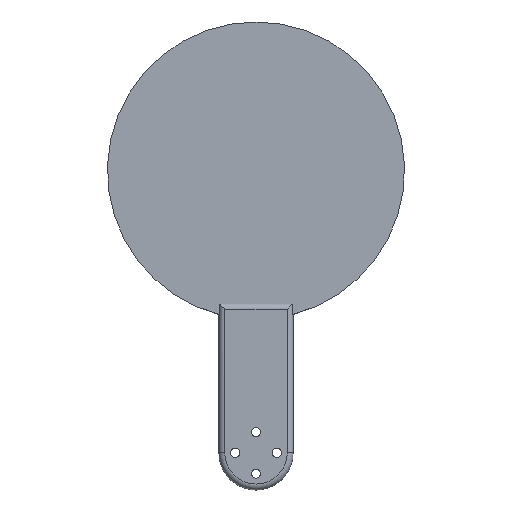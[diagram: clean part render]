
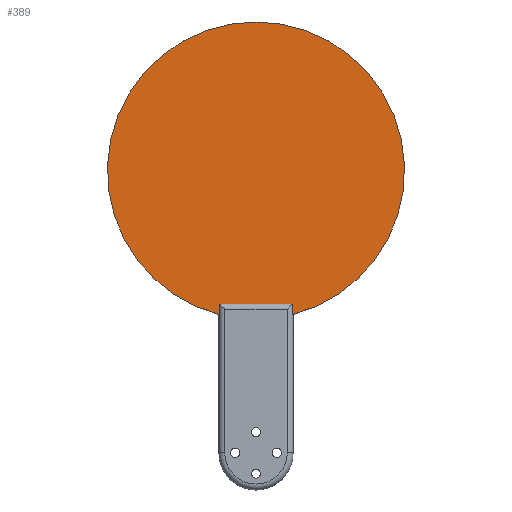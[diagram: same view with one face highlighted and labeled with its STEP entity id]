
A CAD part, front view. The second image highlights one B-rep face of the part: STEP entity #389.
In plain terms, the highlighted planar face has unit normal (0, -1, 0).
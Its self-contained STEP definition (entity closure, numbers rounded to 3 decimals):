
#28=PLANE('',#449);
#56=CIRCLE('',#447,50.);
#76=FACE_OUTER_BOUND('',#102,.T.);
#102=EDGE_LOOP('',(#340,#341,#342,#343));
#111=LINE('',#580,#136);
#114=LINE('',#595,#139);
#115=LINE('',#598,#140);
#136=VECTOR('',#461,10.);
#139=VECTOR('',#468,10.);
#140=VECTOR('',#471,10.);
#164=VERTEX_POINT('',#573);
#167=VERTEX_POINT('',#578);
#171=VERTEX_POINT('',#588);
#172=VERTEX_POINT('',#597);
#201=EDGE_CURVE('',#167,#164,#111,.T.);
#206=EDGE_CURVE('',#171,#167,#114,.F.);
#207=EDGE_CURVE('',#172,#164,#115,.T.);
#250=EDGE_CURVE('',#171,#172,#56,.F.);
#340=ORIENTED_EDGE('',*,*,#250,.T.);
#341=ORIENTED_EDGE('',*,*,#207,.T.);
#342=ORIENTED_EDGE('',*,*,#201,.F.);
#343=ORIENTED_EDGE('',*,*,#206,.F.);
#389=ADVANCED_FACE('',(#76),#28,.F.);
#447=AXIS2_PLACEMENT_3D('',#696,#561,#562);
#449=AXIS2_PLACEMENT_3D('',#698,#565,#566);
#461=DIRECTION('',(-1.,0.,0.));
#468=DIRECTION('',(0.,0.,-1.));
#471=DIRECTION('',(0.,0.,1.));
#561=DIRECTION('center_axis',(0.,1.,0.));
#562=DIRECTION('ref_axis',(1.,0.,0.));
#565=DIRECTION('center_axis',(0.,1.,0.));
#566=DIRECTION('ref_axis',(1.,0.,0.));
#573=CARTESIAN_POINT('',(-12.232,-1.5,50.));
#578=CARTESIAN_POINT('',(12.232,-1.5,50.));
#580=CARTESIAN_POINT('',(-6.25,-1.5,50.));
#588=CARTESIAN_POINT('',(12.232,-1.5,46.519));
#595=CARTESIAN_POINT('',(12.232,-1.5,34.375));
#597=CARTESIAN_POINT('',(-12.232,-1.5,46.519));
#598=CARTESIAN_POINT('',(-12.232,-1.5,9.375));
#696=CARTESIAN_POINT('Origin',(0.,-1.5,95.));
#698=CARTESIAN_POINT('Origin',(0.,-1.5,95.));
